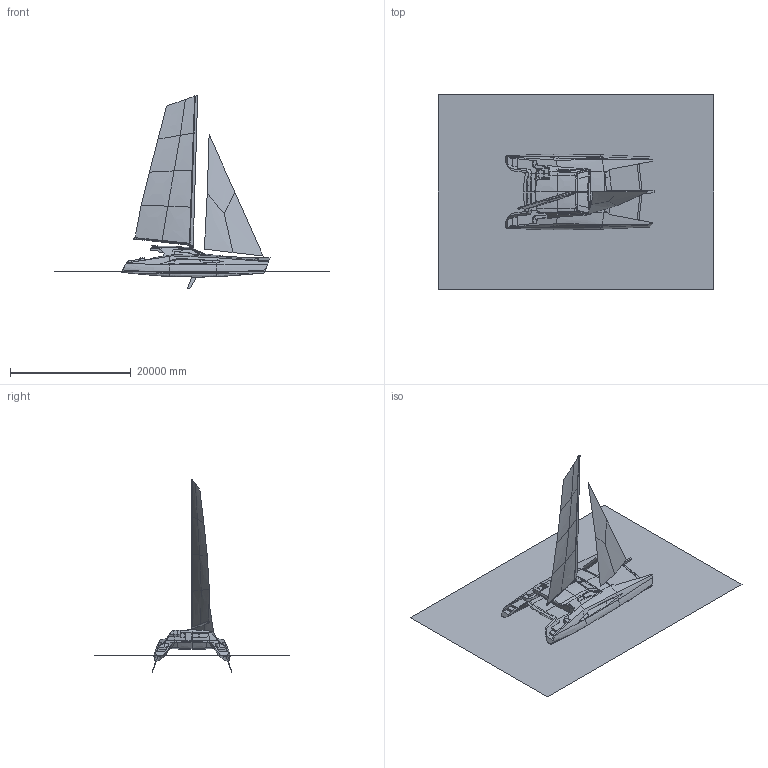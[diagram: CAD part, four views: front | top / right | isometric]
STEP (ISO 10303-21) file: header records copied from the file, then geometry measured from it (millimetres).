
FILE_DESCRIPTION(('FreeCAD Model'),'2;1');
FILE_NAME('Open CASCADE Shape Model','2025-05-04T00:28:38',('FreeCAD'),( 'FreeCAD'),'Open CASCADE STEP processor 7.6','FreeCAD','Unknown');
FILE_SCHEMA(('AUTOMOTIVE_DESIGN { 1 0 10303 214 1 1 1 1 }'));
Products named in the file (1): Open CASCADE STEP translator 7.6 1
Bounding box: 45547.33 x 32072.12 x 31869.71 mm (x, y, z)
Volume: 2665197.3 mm3; surface area: 2515171053.7 mm2
Topology: 1 solids, 22 shells, 479 faces, 1346 edges, 888 vertices
Faces by surface type: bspline 479
Entity records: 57147 total; most frequent: CARTESIAN_POINT 49233, ORIENTED_EDGE 2482, EDGE_CURVE 1346, B_SPLINE_CURVE_WITH_KNOTS 1238, VERTEX_POINT 888, FACE_BOUND 497, EDGE_LOOP 497, ADVANCED_FACE 479
